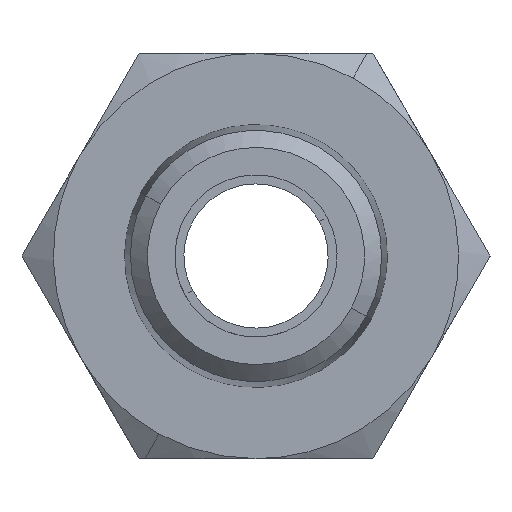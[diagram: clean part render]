
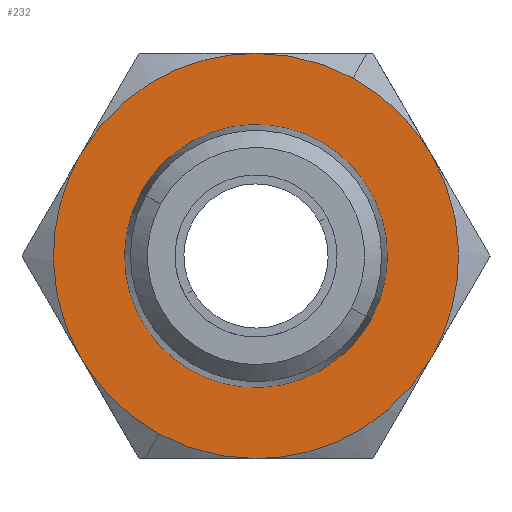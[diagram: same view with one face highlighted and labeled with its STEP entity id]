
A CAD part, front view. The second image highlights one B-rep face of the part: STEP entity #232.
In plain terms, the highlighted planar face has unit normal (0, -1, 0).
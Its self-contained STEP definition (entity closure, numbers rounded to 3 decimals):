
#18=FACE_BOUND('',#332,.T.);
#63=(
BOUNDED_CURVE()
B_SPLINE_CURVE(2,(#1841,#1842,#1843),.UNSPECIFIED.,.F.,.F.)
B_SPLINE_CURVE_WITH_KNOTS((3,3),(0.,7.854),.UNSPECIFIED.)
CURVE()
GEOMETRIC_REPRESENTATION_ITEM()
RATIONAL_B_SPLINE_CURVE((1.,0.866,1.))
REPRESENTATION_ITEM('')
);
#64=(
BOUNDED_CURVE()
B_SPLINE_CURVE(2,(#1844,#1845,#1846),.UNSPECIFIED.,.F.,.F.)
B_SPLINE_CURVE_WITH_KNOTS((3,3),(0.,7.854),.UNSPECIFIED.)
CURVE()
GEOMETRIC_REPRESENTATION_ITEM()
RATIONAL_B_SPLINE_CURVE((1.,0.866,1.))
REPRESENTATION_ITEM('')
);
#65=(
BOUNDED_CURVE()
B_SPLINE_CURVE(2,(#1847,#1848,#1849),.UNSPECIFIED.,.F.,.F.)
B_SPLINE_CURVE_WITH_KNOTS((3,3),(0.,4.104),.UNSPECIFIED.)
CURVE()
GEOMETRIC_REPRESENTATION_ITEM()
RATIONAL_B_SPLINE_CURVE((1.,0.963,1.))
REPRESENTATION_ITEM('')
);
#66=(
BOUNDED_CURVE()
B_SPLINE_CURVE(2,(#1850,#1851,#1852),.UNSPECIFIED.,.F.,.F.)
B_SPLINE_CURVE_WITH_KNOTS((3,3),(0.,3.75),.UNSPECIFIED.)
CURVE()
GEOMETRIC_REPRESENTATION_ITEM()
RATIONAL_B_SPLINE_CURVE((1.,0.969,1.))
REPRESENTATION_ITEM('')
);
#67=(
BOUNDED_CURVE()
B_SPLINE_CURVE(2,(#1853,#1854,#1855),.UNSPECIFIED.,.F.,.F.)
B_SPLINE_CURVE_WITH_KNOTS((3,3),(0.,7.854),.UNSPECIFIED.)
CURVE()
GEOMETRIC_REPRESENTATION_ITEM()
RATIONAL_B_SPLINE_CURVE((1.,0.866,1.))
REPRESENTATION_ITEM('')
);
#68=(
BOUNDED_CURVE()
B_SPLINE_CURVE(2,(#1856,#1857,#1858),.UNSPECIFIED.,.F.,.F.)
B_SPLINE_CURVE_WITH_KNOTS((3,3),(0.,7.854),.UNSPECIFIED.)
CURVE()
GEOMETRIC_REPRESENTATION_ITEM()
RATIONAL_B_SPLINE_CURVE((1.,0.866,1.))
REPRESENTATION_ITEM('')
);
#69=(
BOUNDED_CURVE()
B_SPLINE_CURVE(2,(#1859,#1860,#1861),.UNSPECIFIED.,.F.,.F.)
B_SPLINE_CURVE_WITH_KNOTS((3,3),(0.,3.75),.UNSPECIFIED.)
CURVE()
GEOMETRIC_REPRESENTATION_ITEM()
RATIONAL_B_SPLINE_CURVE((1.,0.969,1.))
REPRESENTATION_ITEM('')
);
#70=(
BOUNDED_CURVE()
B_SPLINE_CURVE(2,(#1862,#1863,#1864),.UNSPECIFIED.,.F.,.F.)
B_SPLINE_CURVE_WITH_KNOTS((3,3),(0.,4.104),.UNSPECIFIED.)
CURVE()
GEOMETRIC_REPRESENTATION_ITEM()
RATIONAL_B_SPLINE_CURVE((1.,0.963,1.))
REPRESENTATION_ITEM('')
);
#71=(
BOUNDED_CURVE()
B_SPLINE_CURVE(2,(#1865,#1866,#1867,#1868,#1869),.UNSPECIFIED.,.F.,.F.)
B_SPLINE_CURVE_WITH_KNOTS((3,2,3),(-15.281,-7.64,
0.),.UNSPECIFIED.)
CURVE()
GEOMETRIC_REPRESENTATION_ITEM()
RATIONAL_B_SPLINE_CURVE((1.,0.707,1.,0.707,1.))
REPRESENTATION_ITEM('')
);
#72=(
BOUNDED_CURVE()
B_SPLINE_CURVE(2,(#1870,#1871,#1872,#1873,#1874),.UNSPECIFIED.,.F.,.F.)
B_SPLINE_CURVE_WITH_KNOTS((3,2,3),(-15.281,-7.64,
0.),.UNSPECIFIED.)
CURVE()
GEOMETRIC_REPRESENTATION_ITEM()
RATIONAL_B_SPLINE_CURVE((1.,0.707,1.,0.707,1.))
REPRESENTATION_ITEM('')
);
#232=ADVANCED_FACE('',(#280,#18),#1054,.T.);
#280=FACE_OUTER_BOUND('',#331,.T.);
#331=EDGE_LOOP('',(#450,#451,#452,#453,#454,#455,#456,#457));
#332=EDGE_LOOP('',(#458,#459));
#450=ORIENTED_EDGE('',*,*,#664,.F.);
#451=ORIENTED_EDGE('',*,*,#663,.F.);
#452=ORIENTED_EDGE('',*,*,#662,.F.);
#453=ORIENTED_EDGE('',*,*,#660,.F.);
#454=ORIENTED_EDGE('',*,*,#661,.F.);
#455=ORIENTED_EDGE('',*,*,#659,.F.);
#456=ORIENTED_EDGE('',*,*,#658,.F.);
#457=ORIENTED_EDGE('',*,*,#665,.F.);
#458=ORIENTED_EDGE('',*,*,#666,.F.);
#459=ORIENTED_EDGE('',*,*,#667,.F.);
#658=EDGE_CURVE('',#955,#956,#63,.T.);
#659=EDGE_CURVE('',#956,#954,#64,.T.);
#660=EDGE_CURVE('',#957,#958,#65,.T.);
#661=EDGE_CURVE('',#954,#957,#66,.T.);
#662=EDGE_CURVE('',#958,#959,#67,.T.);
#663=EDGE_CURVE('',#959,#960,#68,.T.);
#664=EDGE_CURVE('',#960,#961,#69,.T.);
#665=EDGE_CURVE('',#961,#955,#70,.T.);
#666=EDGE_CURVE('',#962,#963,#71,.T.);
#667=EDGE_CURVE('',#963,#962,#72,.T.);
#954=VERTEX_POINT('',#1831);
#955=VERTEX_POINT('',#1832);
#956=VERTEX_POINT('',#1833);
#957=VERTEX_POINT('',#1834);
#958=VERTEX_POINT('',#1835);
#959=VERTEX_POINT('',#1836);
#960=VERTEX_POINT('',#1837);
#961=VERTEX_POINT('',#1838);
#962=VERTEX_POINT('',#1839);
#963=VERTEX_POINT('',#1840);
#1054=PLANE('',#1154);
#1154=AXIS2_PLACEMENT_3D('',#1830,#1170,$);
#1170=DIRECTION('',(0.,-1.,0.));
#1830=CARTESIAN_POINT('',(-10.452,9.,9.06));
#1831=CARTESIAN_POINT('',(0.,9.,-7.5));
#1832=CARTESIAN_POINT('',(6.495,9.,3.75));
#1833=CARTESIAN_POINT('',(6.495,9.,-3.75));
#1834=CARTESIAN_POINT('',(-3.596,9.,-6.582));
#1835=CARTESIAN_POINT('',(-6.495,9.,-3.75));
#1836=CARTESIAN_POINT('',(-6.495,9.,3.75));
#1837=CARTESIAN_POINT('',(0.,9.,7.5));
#1838=CARTESIAN_POINT('',(3.596,9.,6.582));
#1839=CARTESIAN_POINT('',(-4.269,9.,2.332));
#1840=CARTESIAN_POINT('',(4.269,9.,-2.332));
#1841=CARTESIAN_POINT('',(6.495,9.,3.75));
#1842=CARTESIAN_POINT('',(8.66,9.,0.));
#1843=CARTESIAN_POINT('',(6.495,9.,-3.75));
#1844=CARTESIAN_POINT('',(6.495,9.,-3.75));
#1845=CARTESIAN_POINT('',(4.33,9.,-7.5));
#1846=CARTESIAN_POINT('',(0.,9.,-7.5));
#1847=CARTESIAN_POINT('',(-3.596,9.,-6.582));
#1848=CARTESIAN_POINT('',(-5.443,9.,-5.573));
#1849=CARTESIAN_POINT('',(-6.495,9.,-3.75));
#1850=CARTESIAN_POINT('',(0.,9.,-7.5));
#1851=CARTESIAN_POINT('',(-1.915,9.,-7.5));
#1852=CARTESIAN_POINT('',(-3.596,9.,-6.582));
#1853=CARTESIAN_POINT('',(-6.495,9.,-3.75));
#1854=CARTESIAN_POINT('',(-8.66,9.,0.));
#1855=CARTESIAN_POINT('',(-6.495,9.,3.75));
#1856=CARTESIAN_POINT('',(-6.495,9.,3.75));
#1857=CARTESIAN_POINT('',(-4.33,9.,7.5));
#1858=CARTESIAN_POINT('',(0.,9.,7.5));
#1859=CARTESIAN_POINT('',(0.,9.,7.5));
#1860=CARTESIAN_POINT('',(1.915,9.,7.5));
#1861=CARTESIAN_POINT('',(3.596,9.,6.582));
#1862=CARTESIAN_POINT('',(3.596,9.,6.582));
#1863=CARTESIAN_POINT('',(5.443,9.,5.573));
#1864=CARTESIAN_POINT('',(6.495,9.,3.75));
#1865=CARTESIAN_POINT('',(-4.269,9.,2.332));
#1866=CARTESIAN_POINT('',(-6.6,9.,-1.937));
#1867=CARTESIAN_POINT('',(-2.332,9.,-4.269));
#1868=CARTESIAN_POINT('',(1.937,9.,-6.6));
#1869=CARTESIAN_POINT('',(4.269,9.,-2.332));
#1870=CARTESIAN_POINT('',(4.269,9.,-2.332));
#1871=CARTESIAN_POINT('',(6.6,9.,1.937));
#1872=CARTESIAN_POINT('',(2.332,9.,4.269));
#1873=CARTESIAN_POINT('',(-1.937,9.,6.6));
#1874=CARTESIAN_POINT('',(-4.269,9.,2.332));
